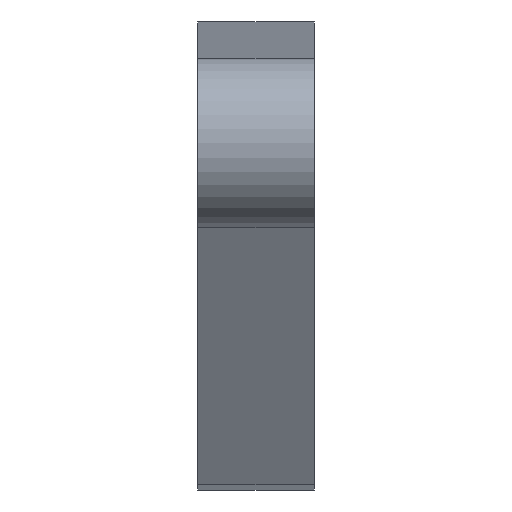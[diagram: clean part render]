
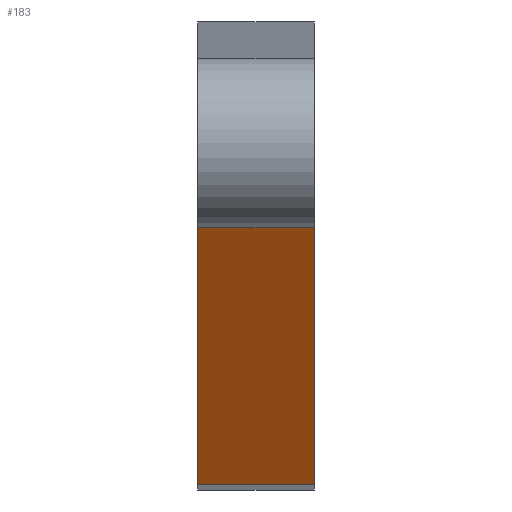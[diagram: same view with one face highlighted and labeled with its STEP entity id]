
A CAD part, top view. The second image highlights one B-rep face of the part: STEP entity #183.
In plain terms, the highlighted planar face has unit normal (0, -0.976, 0.218).
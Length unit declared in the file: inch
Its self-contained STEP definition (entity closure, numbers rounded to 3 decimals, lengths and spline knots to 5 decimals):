
#35=FACE_OUTER_BOUND('',#45,.T.);
#45=EDGE_LOOP('',(#147,#148,#149,#150));
#63=LINE('',#312,#79);
#64=LINE('',#315,#80);
#65=LINE('',#317,#81);
#66=LINE('',#318,#82);
#79=VECTOR('',#257,0.3937);
#80=VECTOR('',#260,0.3937);
#81=VECTOR('',#261,0.3937);
#82=VECTOR('',#262,0.3937);
#95=VERTEX_POINT('',#308);
#96=VERTEX_POINT('',#310);
#97=VERTEX_POINT('',#314);
#98=VERTEX_POINT('',#316);
#117=EDGE_CURVE('',#95,#96,#63,.T.);
#118=EDGE_CURVE('',#97,#95,#64,.T.);
#119=EDGE_CURVE('',#98,#96,#65,.T.);
#120=EDGE_CURVE('',#97,#98,#66,.T.);
#147=ORIENTED_EDGE('',*,*,#118,.T.);
#148=ORIENTED_EDGE('',*,*,#117,.T.);
#149=ORIENTED_EDGE('',*,*,#119,.F.);
#150=ORIENTED_EDGE('',*,*,#120,.F.);
#174=PLANE('',#213);
#183=ADVANCED_FACE('',(#35),#174,.T.);
#213=AXIS2_PLACEMENT_3D('',#313,#258,#259);
#257=DIRECTION('',(1.,0.,0.));
#258=DIRECTION('center_axis',(0.,-0.976,0.218));
#259=DIRECTION('ref_axis',(0.,-0.218,-0.976));
#260=DIRECTION('',(0.,-0.218,-0.976));
#261=DIRECTION('',(0.,-0.218,-0.976));
#262=DIRECTION('',(1.,0.,0.));
#308=CARTESIAN_POINT('',(0.,-1.74921,-1.79163));
#310=CARTESIAN_POINT('',(0.35433,-1.74921,-1.79163));
#312=CARTESIAN_POINT('',(0.,-1.74921,-1.79163));
#313=CARTESIAN_POINT('Origin',(0.,-0.97479,1.66806));
#314=CARTESIAN_POINT('',(0.,-0.97479,1.66806));
#315=CARTESIAN_POINT('',(0.,-0.97479,1.66806));
#316=CARTESIAN_POINT('',(0.35433,-0.97479,1.66806));
#317=CARTESIAN_POINT('',(0.35433,-0.97479,1.66806));
#318=CARTESIAN_POINT('',(0.,-0.97479,1.66806));
